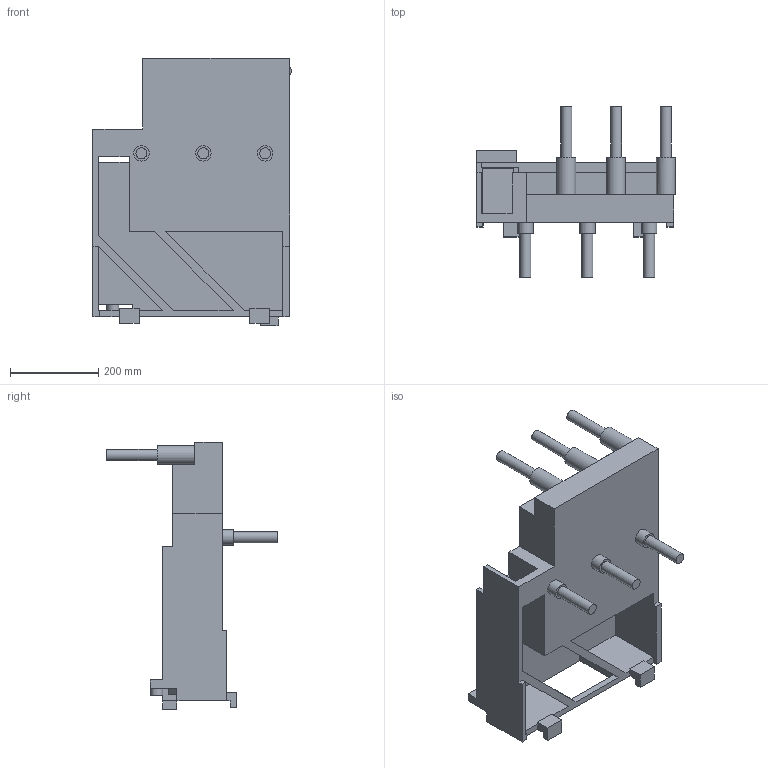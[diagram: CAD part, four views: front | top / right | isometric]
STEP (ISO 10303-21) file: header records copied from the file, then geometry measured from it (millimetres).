
FILE_DESCRIPTION((' '),'2;1');
FILE_NAME('KT7-25H-PEC23_3D.stp','2012-04-03T16:22:22',(' '),(' '),' ','ACIS',' ');
FILE_SCHEMA(('CONFIG_CONTROL_DESIGN'));
Length unit declared in the file: millimetre
Products named in the file (1): KT7-25H-PEC23_3D.stp
Bounding box: 448.75 x 387 x 605 mm (x, y, z)
Volume: 13768969.5 mm3; surface area: 1191311.8 mm2
Topology: 1 solids, 1 shells, 109 faces, 291 edges, 189 vertices
Faces by surface type: plane 96, cylinder 13
Full cylindrical faces by diameter (mm): 25 x6, 27.5 x1, 35 x3, 42.5 x3
Entity records: 3364 total; most frequent: CARTESIAN_POINT 571, ORIENTED_EDGE 552, DIRECTION 523, EDGE_CURVE 276, VECTOR 249, LINE 249, VERTEX_POINT 185, AXIS2_PLACEMENT_3D 137
